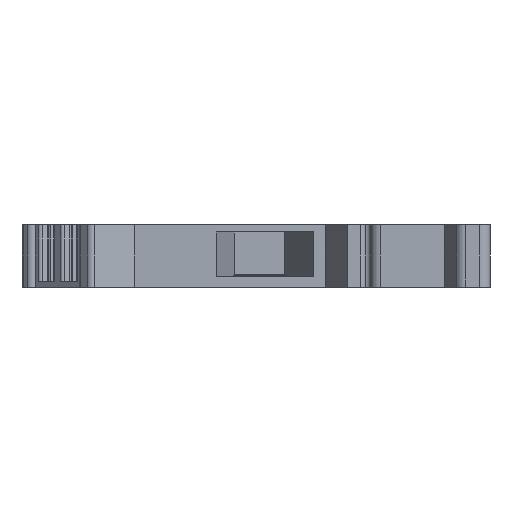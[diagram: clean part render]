
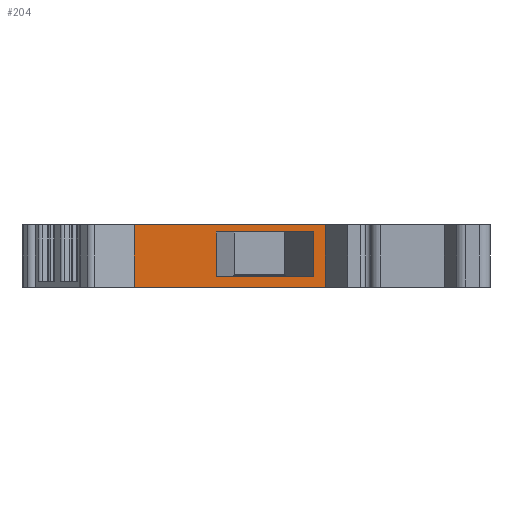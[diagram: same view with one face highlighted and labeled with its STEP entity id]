
A CAD part, left-side view. The second image highlights one B-rep face of the part: STEP entity #204.
In plain terms, the highlighted planar face has unit normal (-1, 0, 0).
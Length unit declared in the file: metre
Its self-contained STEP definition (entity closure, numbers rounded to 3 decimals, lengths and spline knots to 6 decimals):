
#204 = ADVANCED_FACE( '', ( #528, #529 ), #530, .T. );
#528 = FACE_OUTER_BOUND( '', #914, .T. );
#529 = FACE_BOUND( '', #915, .T. );
#530 = PLANE( '', #916 );
#914 = EDGE_LOOP( '', ( #2232, #2233, #2234, #2235 ) );
#915 = EDGE_LOOP( '', ( #2236, #2237, #2238, #2239 ) );
#916 = AXIS2_PLACEMENT_3D( '', #2240, #2241, #2242 );
#2232 = ORIENTED_EDGE( '', *, *, #3126, .F. );
#2233 = ORIENTED_EDGE( '', *, *, #2847, .F. );
#2234 = ORIENTED_EDGE( '', *, *, #3127, .T. );
#2235 = ORIENTED_EDGE( '', *, *, #2815, .T. );
#2236 = ORIENTED_EDGE( '', *, *, #3128, .T. );
#2237 = ORIENTED_EDGE( '', *, *, #3129, .T. );
#2238 = ORIENTED_EDGE( '', *, *, #3130, .T. );
#2239 = ORIENTED_EDGE( '', *, *, #3131, .T. );
#2240 = CARTESIAN_POINT( '', ( -0.01595, 0.0179, -0.07 ) );
#2241 = DIRECTION( '', ( -1., 0., 0. ) );
#2242 = DIRECTION( '', ( 0., 0., 1. ) );
#2815 = EDGE_CURVE( '', #3495, #3493, #3496, .T. );
#2847 = EDGE_CURVE( '', #3554, #3556, #3557, .T. );
#3126 = EDGE_CURVE( '', #3556, #3493, #3981, .F. );
#3127 = EDGE_CURVE( '', #3554, #3495, #3982, .F. );
#3128 = EDGE_CURVE( '', #3983, #3984, #3985, .T. );
#3129 = EDGE_CURVE( '', #3984, #3986, #3987, .F. );
#3130 = EDGE_CURVE( '', #3986, #3988, #3989, .T. );
#3131 = EDGE_CURVE( '', #3988, #3983, #3990, .F. );
#3493 = VERTEX_POINT( '', #4476 );
#3495 = VERTEX_POINT( '', #4479 );
#3496 = LINE( '', #4480, #4481 );
#3554 = VERTEX_POINT( '', #4555 );
#3556 = VERTEX_POINT( '', #4558 );
#3557 = LINE( '', #4559, #4560 );
#3981 = LINE( '', #5206, #5207 );
#3982 = LINE( '', #5208, #5209 );
#3983 = VERTEX_POINT( '', #5210 );
#3984 = VERTEX_POINT( '', #5211 );
#3985 = LINE( '', #5212, #5213 );
#3986 = VERTEX_POINT( '', #5214 );
#3987 = LINE( '', #5215, #5216 );
#3988 = VERTEX_POINT( '', #5217 );
#3989 = LINE( '', #5218, #5219 );
#3990 = LINE( '', #5220, #5221 );
#4476 = CARTESIAN_POINT( '', ( -0.01595, 0.0179, 0. ) );
#4479 = CARTESIAN_POINT( '', ( -0.01595, -0.000776, 0. ) );
#4480 = CARTESIAN_POINT( '', ( -0.01595, 0.0179, 0. ) );
#4481 = VECTOR( '', #5634, 1. );
#4555 = CARTESIAN_POINT( '', ( -0.01595, -0.000776, -0.0061 ) );
#4558 = CARTESIAN_POINT( '', ( -0.01595, 0.0179, -0.0061 ) );
#4559 = CARTESIAN_POINT( '', ( -0.01595, -0.012562, -0.0061 ) );
#4560 = VECTOR( '', #5694, 1. );
#5206 = CARTESIAN_POINT( '', ( -0.01595, 0.0179, -0.07 ) );
#5207 = VECTOR( '', #6085, 1. );
#5208 = CARTESIAN_POINT( '', ( -0.01595, -0.000776, -0.07 ) );
#5209 = VECTOR( '', #6086, 1. );
#5210 = CARTESIAN_POINT( '', ( -0.01595, 0.000349, -0.0007 ) );
#5211 = CARTESIAN_POINT( '', ( -0.01595, 0.000349, -0.0051 ) );
#5212 = CARTESIAN_POINT( '', ( -0.01595, 0.000349, -0.07 ) );
#5213 = VECTOR( '', #6087, 1. );
#5214 = CARTESIAN_POINT( '', ( -0.01595, 0.00989, -0.0051 ) );
#5215 = CARTESIAN_POINT( '', ( -0.01595, 0.0179, -0.0051 ) );
#5216 = VECTOR( '', #6088, 1. );
#5217 = CARTESIAN_POINT( '', ( -0.01595, 0.00989, -0.0007 ) );
#5218 = CARTESIAN_POINT( '', ( -0.01595, 0.00989, -0.07 ) );
#5219 = VECTOR( '', #6089, 1. );
#5220 = CARTESIAN_POINT( '', ( -0.01595, 0.0179, -0.0007 ) );
#5221 = VECTOR( '', #6090, 1. );
#5634 = DIRECTION( '', ( 0., 1., 0. ) );
#5694 = DIRECTION( '', ( 0., 1., 0. ) );
#6085 = DIRECTION( '', ( 0., 0., -1. ) );
#6086 = DIRECTION( '', ( 0., 0., -1. ) );
#6087 = DIRECTION( '', ( 0., 0., -1. ) );
#6088 = DIRECTION( '', ( 0., -1., 0. ) );
#6089 = DIRECTION( '', ( 0., 0., 1. ) );
#6090 = DIRECTION( '', ( 0., 1., 0. ) );
